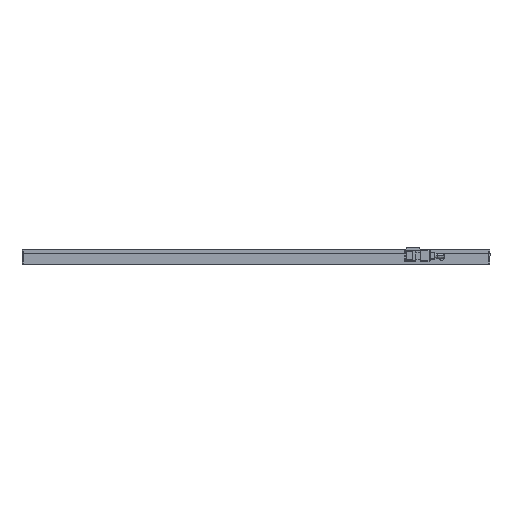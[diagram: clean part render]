
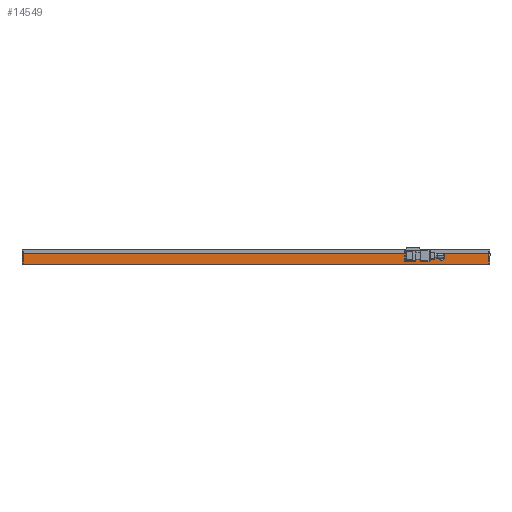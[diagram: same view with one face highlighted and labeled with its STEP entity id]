
A CAD part, front view. The second image highlights one B-rep face of the part: STEP entity #14549.
In plain terms, the highlighted planar face has unit normal (0, -1, 0).
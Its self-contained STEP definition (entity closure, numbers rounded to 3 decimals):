
#218 = DIRECTION ( 'NONE',  ( 0., -1., 0. ) ) ;
#437 = DIRECTION ( 'NONE',  ( 0., 0., -1. ) ) ;
#1079 = ORIENTED_EDGE ( 'NONE', *, *, #27389, .F. ) ;
#1426 = VERTEX_POINT ( 'NONE', #7007 ) ;
#1585 = VERTEX_POINT ( 'NONE', #10607 ) ;
#2055 = ORIENTED_EDGE ( 'NONE', *, *, #29773, .F. ) ;
#2080 = EDGE_CURVE ( 'NONE', #7724, #10991, #23339, .T. ) ;
#3141 = CARTESIAN_POINT ( 'NONE',  ( 99.756, -100.693, 3.25 ) ) ;
#3688 = EDGE_CURVE ( 'NONE', #11502, #1426, #4530, .T. ) ;
#4174 = CARTESIAN_POINT ( 'NONE',  ( -196.244, -100.693, 8. ) ) ;
#4530 = LINE ( 'NONE', #31398, #13028 ) ;
#6436 = EDGE_LOOP ( 'NONE', ( #2055, #1079, #22757, #27133 ) ) ;
#6968 = VECTOR ( 'NONE', #20633, 1000. ) ;
#7007 = CARTESIAN_POINT ( 'NONE',  ( -195.244, -100.693, 8. ) ) ;
#7724 = VERTEX_POINT ( 'NONE', #28037 ) ;
#9785 = CARTESIAN_POINT ( 'NONE',  ( 99.756, -100.693, 5. ) ) ;
#10203 = AXIS2_PLACEMENT_3D ( 'NONE', #9785, #22643, #20077 ) ;
#10607 = CARTESIAN_POINT ( 'NONE',  ( 132.756, -100.693, 0.5 ) ) ;
#10653 = VECTOR ( 'NONE', #12211, 1000. ) ;
#10991 = VERTEX_POINT ( 'NONE', #3141 ) ;
#11000 = DIRECTION ( 'NONE',  ( 0., 0., 1. ) ) ;
#11489 = PLANE ( 'NONE',  #25573 ) ;
#11502 = VERTEX_POINT ( 'NONE', #27572 ) ;
#11889 = LINE ( 'NONE', #32148, #12719 ) ;
#12211 = DIRECTION ( 'NONE',  ( 1., 0., 0. ) ) ;
#12719 = VECTOR ( 'NONE', #31829, 1000. ) ;
#13028 = VECTOR ( 'NONE', #11000, 1000. ) ;
#14370 = DIRECTION ( 'NONE',  ( 0., 1., 0. ) ) ;
#14549 = ADVANCED_FACE ( 'NONE', ( #30695, #32687 ), #11489, .F. ) ;
#15550 = LINE ( 'NONE', #22379, #10653 ) ;
#15676 = CARTESIAN_POINT ( 'NONE',  ( 99.756, -100.693, 5. ) ) ;
#19433 = DIRECTION ( 'NONE',  ( -1., 0., 0. ) ) ;
#20077 = DIRECTION ( 'NONE',  ( 0., 0., -1. ) ) ;
#20633 = DIRECTION ( 'NONE',  ( -1., 0., 0. ) ) ;
#22379 = CARTESIAN_POINT ( 'NONE',  ( -196.244, -100.693, 8. ) ) ;
#22584 = VERTEX_POINT ( 'NONE', #27470 ) ;
#22643 = DIRECTION ( 'NONE',  ( 0., -1., 0. ) ) ;
#22757 = ORIENTED_EDGE ( 'NONE', *, *, #27439, .F. ) ;
#23339 = CIRCLE ( 'NONE', #24825, 1.75 ) ;
#23704 = EDGE_CURVE ( 'NONE', #10991, #7724, #28984, .T. ) ;
#23873 = EDGE_LOOP ( 'NONE', ( #32437, #27595 ) ) ;
#24825 = AXIS2_PLACEMENT_3D ( 'NONE', #15676, #218, #437 ) ;
#25573 = AXIS2_PLACEMENT_3D ( 'NONE', #4174, #14370, #19433 ) ;
#27133 = ORIENTED_EDGE ( 'NONE', *, *, #3688, .F. ) ;
#27389 = EDGE_CURVE ( 'NONE', #22584, #1585, #11889, .T. ) ;
#27439 = EDGE_CURVE ( 'NONE', #1426, #22584, #15550, .T. ) ;
#27470 = CARTESIAN_POINT ( 'NONE',  ( 132.756, -100.693, 8. ) ) ;
#27572 = CARTESIAN_POINT ( 'NONE',  ( -195.244, -100.693, 0.5 ) ) ;
#27595 = ORIENTED_EDGE ( 'NONE', *, *, #2080, .F. ) ;
#28037 = CARTESIAN_POINT ( 'NONE',  ( 99.756, -100.693, 6.75 ) ) ;
#28064 = CARTESIAN_POINT ( 'NONE',  ( -196.244, -100.693, 0.5 ) ) ;
#28257 = LINE ( 'NONE', #28064, #6968 ) ;
#28984 = CIRCLE ( 'NONE', #10203, 1.75 ) ;
#29773 = EDGE_CURVE ( 'NONE', #1585, #11502, #28257, .T. ) ;
#30695 = FACE_OUTER_BOUND ( 'NONE', #6436, .T. ) ;
#31398 = CARTESIAN_POINT ( 'NONE',  ( -195.244, -100.693, 8. ) ) ;
#31829 = DIRECTION ( 'NONE',  ( 0., 0., -1. ) ) ;
#32148 = CARTESIAN_POINT ( 'NONE',  ( 132.756, -100.693, 8. ) ) ;
#32437 = ORIENTED_EDGE ( 'NONE', *, *, #23704, .F. ) ;
#32687 = FACE_BOUND ( 'NONE', #23873, .T. ) ;
